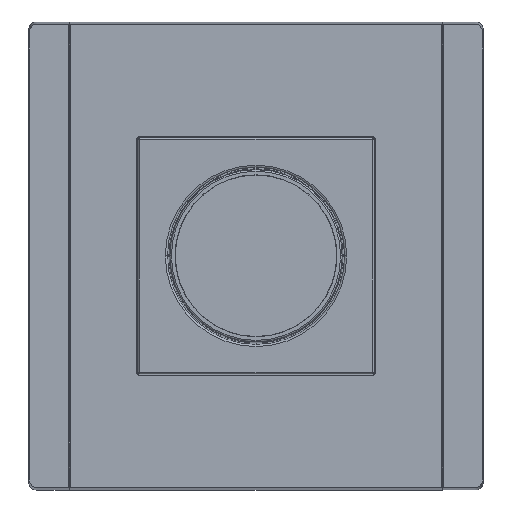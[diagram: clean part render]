
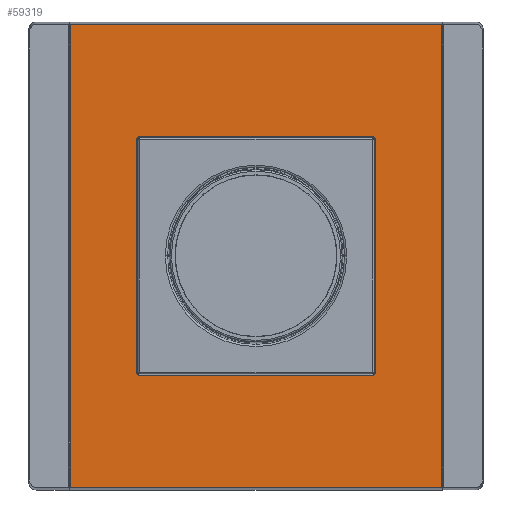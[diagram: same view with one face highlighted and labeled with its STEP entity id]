
A CAD part, top view. The second image highlights one B-rep face of the part: STEP entity #59319.
In plain terms, the highlighted planar face has unit normal (0, 0, 1).
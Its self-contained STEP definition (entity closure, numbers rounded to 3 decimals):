
#979 = DIRECTION ( 'NONE',  ( 0., 1., 0. ) ) ;
#1481 = CARTESIAN_POINT ( 'NONE',  ( -577.822, 77.322, 11.5 ) ) ;
#1641 = CARTESIAN_POINT ( 'NONE',  ( -600., 100., 11.5 ) ) ;
#1650 = CARTESIAN_POINT ( 'NONE',  ( -635.32, 100., 11.5 ) ) ;
#1811 = VECTOR ( 'NONE', #76084, 1000. ) ;
#1835 = CARTESIAN_POINT ( 'NONE',  ( -577.322, 122.178, 11.5 ) ) ;
#3370 = CARTESIAN_POINT ( 'NONE',  ( -622.678, 77.529, 11.5 ) ) ;
#3487 = EDGE_LOOP ( 'NONE', ( #52078, #19781, #49359, #39808 ) ) ;
#3782 = EDGE_CURVE ( 'NONE', #17928, #83192, #15418, .T. ) ;
#5212 = ORIENTED_EDGE ( 'NONE', *, *, #46862, .T. ) ;
#6737 = DIRECTION ( 'NONE',  ( 1., 0., 0. ) ) ;
#6892 = FACE_BOUND ( 'NONE', #23823, .T. ) ;
#7158 = CARTESIAN_POINT ( 'NONE',  ( -577.322, 77.529, 11.5 ) ) ;
#7486 =( BOUNDED_CURVE ( )  B_SPLINE_CURVE ( 3, ( #24250, #17288, #3370, #82621 ),
 .UNSPECIFIED., .F., .T. ) 
 B_SPLINE_CURVE_WITH_KNOTS ( ( 4, 4 ),
 ( 5.498, 7.068 ),
 .UNSPECIFIED. ) 
 CURVE ( )  GEOMETRIC_REPRESENTATION_ITEM ( )  RATIONAL_B_SPLINE_CURVE ( ( 1., 0.805, 0.805, 1. ) ) 
 REPRESENTATION_ITEM ( '' )  );
#7754 = DIRECTION ( 'NONE',  ( 0., 0., 1. ) ) ;
#8010 = CARTESIAN_POINT ( 'NONE',  ( -577.322, 77.822, 11.5 ) ) ;
#9585 = EDGE_CURVE ( 'NONE', #34853, #64916, #80034, .T. ) ;
#9906 = LINE ( 'NONE', #56924, #1811 ) ;
#12617 = CARTESIAN_POINT ( 'NONE',  ( -577.822, 122.678, 11.5 ) ) ;
#13153 = ORIENTED_EDGE ( 'NONE', *, *, #57663, .F. ) ;
#13665 = EDGE_CURVE ( 'NONE', #64916, #53457, #66388, .T. ) ;
#14473 = CARTESIAN_POINT ( 'NONE',  ( -600., 77.322, 11.5 ) ) ;
#15418 = LINE ( 'NONE', #27644, #58517 ) ;
#16005 = ORIENTED_EDGE ( 'NONE', *, *, #3782, .F. ) ;
#17288 = CARTESIAN_POINT ( 'NONE',  ( -622.471, 77.322, 11.5 ) ) ;
#17706 = EDGE_CURVE ( 'NONE', #53457, #19731, #20997, .T. ) ;
#17928 = VERTEX_POINT ( 'NONE', #52263 ) ;
#19411 = EDGE_CURVE ( 'NONE', #28124, #39394, #77904, .T. ) ;
#19692 =( BOUNDED_CURVE ( )  B_SPLINE_CURVE ( 3, ( #42279, #41863, #68848, #54524 ),
 .UNSPECIFIED., .F., .T. ) 
 B_SPLINE_CURVE_WITH_KNOTS ( ( 4, 4 ),
 ( 5.498, 7.068 ),
 .UNSPECIFIED. ) 
 CURVE ( )  GEOMETRIC_REPRESENTATION_ITEM ( )  RATIONAL_B_SPLINE_CURVE ( ( 1., 0.805, 0.805, 1. ) ) 
 REPRESENTATION_ITEM ( '' )  );
#19731 = VERTEX_POINT ( 'NONE', #28691 ) ;
#19781 = ORIENTED_EDGE ( 'NONE', *, *, #13665, .T. ) ;
#20997 = LINE ( 'NONE', #73252, #47076 ) ;
#22048 = DIRECTION ( 'NONE',  ( -1., 0., 0. ) ) ;
#23823 = EDGE_LOOP ( 'NONE', ( #41878, #50145, #16005, #41910, #13153, #5212, #46293, #74783 ) ) ;
#24250 = CARTESIAN_POINT ( 'NONE',  ( -622.178, 77.322, 11.5 ) ) ;
#24411 = VECTOR ( 'NONE', #6737, 1000. ) ;
#25343 = AXIS2_PLACEMENT_3D ( 'NONE', #1641, #7754, #66542 ) ;
#27644 = CARTESIAN_POINT ( 'NONE',  ( -622.678, 100., 11.5 ) ) ;
#28124 = VERTEX_POINT ( 'NONE', #42057 ) ;
#28691 = CARTESIAN_POINT ( 'NONE',  ( -564.68, 144.091, 11.5 ) ) ;
#31799 = EDGE_CURVE ( 'NONE', #79421, #39394, #34908, .T. ) ;
#33159 = CARTESIAN_POINT ( 'NONE',  ( -564.68, 55.909, 11.5 ) ) ;
#33866 = PLANE ( 'NONE',  #25343 ) ;
#34365 = CARTESIAN_POINT ( 'NONE',  ( -577.822, 77.322, 11.5 ) ) ;
#34556 = CARTESIAN_POINT ( 'NONE',  ( -577.529, 77.322, 11.5 ) ) ;
#34853 = VERTEX_POINT ( 'NONE', #41080 ) ;
#34908 = LINE ( 'NONE', #14473, #56404 ) ;
#36436 = CARTESIAN_POINT ( 'NONE',  ( -622.178, 77.322, 11.5 ) ) ;
#36682 = EDGE_CURVE ( 'NONE', #19731, #34853, #52680, .T. ) ;
#38331 = EDGE_CURVE ( 'NONE', #28124, #76963, #9906, .T. ) ;
#38366 = EDGE_CURVE ( 'NONE', #79421, #83192, #7486, .T. ) ;
#38952 = CARTESIAN_POINT ( 'NONE',  ( -600., 55.909, 11.5 ) ) ;
#39394 = VERTEX_POINT ( 'NONE', #34365 ) ;
#39808 = ORIENTED_EDGE ( 'NONE', *, *, #36682, .T. ) ;
#40565 = CARTESIAN_POINT ( 'NONE',  ( -622.678, 77.822, 11.5 ) ) ;
#40851 = DIRECTION ( 'NONE',  ( 0., -1., 0. ) ) ;
#41080 = CARTESIAN_POINT ( 'NONE',  ( -635.32, 144.091, 11.5 ) ) ;
#41863 = CARTESIAN_POINT ( 'NONE',  ( -622.678, 122.471, 11.5 ) ) ;
#41878 = ORIENTED_EDGE ( 'NONE', *, *, #31799, .F. ) ;
#41910 = ORIENTED_EDGE ( 'NONE', *, *, #42292, .T. ) ;
#42057 = CARTESIAN_POINT ( 'NONE',  ( -577.322, 77.822, 11.5 ) ) ;
#42279 = CARTESIAN_POINT ( 'NONE',  ( -622.678, 122.178, 11.5 ) ) ;
#42292 = EDGE_CURVE ( 'NONE', #17928, #80163, #19692, .T. ) ;
#44836 = CARTESIAN_POINT ( 'NONE',  ( -600., 144.091, 11.5 ) ) ;
#46293 = ORIENTED_EDGE ( 'NONE', *, *, #38331, .F. ) ;
#46862 = EDGE_CURVE ( 'NONE', #54968, #76963, #49176, .T. ) ;
#47076 = VECTOR ( 'NONE', #979, 1000. ) ;
#47157 = CARTESIAN_POINT ( 'NONE',  ( -577.322, 122.471, 11.5 ) ) ;
#47344 = LINE ( 'NONE', #66507, #66681 ) ;
#49176 =( BOUNDED_CURVE ( )  B_SPLINE_CURVE ( 3, ( #61492, #66745, #47157, #1835 ),
 .UNSPECIFIED., .F., .T. ) 
 B_SPLINE_CURVE_WITH_KNOTS ( ( 4, 4 ),
 ( 5.498, 7.068 ),
 .UNSPECIFIED. ) 
 CURVE ( )  GEOMETRIC_REPRESENTATION_ITEM ( )  RATIONAL_B_SPLINE_CURVE ( ( 1., 0.805, 0.805, 1. ) ) 
 REPRESENTATION_ITEM ( '' )  );
#49359 = ORIENTED_EDGE ( 'NONE', *, *, #17706, .T. ) ;
#50145 = ORIENTED_EDGE ( 'NONE', *, *, #38366, .T. ) ;
#52078 = ORIENTED_EDGE ( 'NONE', *, *, #9585, .T. ) ;
#52263 = CARTESIAN_POINT ( 'NONE',  ( -622.678, 122.178, 11.5 ) ) ;
#52680 = LINE ( 'NONE', #44836, #67030 ) ;
#53457 = VERTEX_POINT ( 'NONE', #33159 ) ;
#53680 = DIRECTION ( 'NONE',  ( 1., 0., 0. ) ) ;
#54524 = CARTESIAN_POINT ( 'NONE',  ( -622.178, 122.678, 11.5 ) ) ;
#54968 = VERTEX_POINT ( 'NONE', #12617 ) ;
#56404 = VECTOR ( 'NONE', #53680, 1000. ) ;
#56924 = CARTESIAN_POINT ( 'NONE',  ( -577.322, 100., 11.5 ) ) ;
#57607 = CARTESIAN_POINT ( 'NONE',  ( -577.322, 122.178, 11.5 ) ) ;
#57663 = EDGE_CURVE ( 'NONE', #54968, #80163, #47344, .T. ) ;
#58517 = VECTOR ( 'NONE', #68519, 1000. ) ;
#59319 = ADVANCED_FACE ( 'NONE', ( #60447, #6892 ), #33866, .T. ) ;
#60075 = VECTOR ( 'NONE', #40851, 1000. ) ;
#60447 = FACE_OUTER_BOUND ( 'NONE', #3487, .T. ) ;
#61492 = CARTESIAN_POINT ( 'NONE',  ( -577.822, 122.678, 11.5 ) ) ;
#62198 = CARTESIAN_POINT ( 'NONE',  ( -622.178, 122.678, 11.5 ) ) ;
#64916 = VERTEX_POINT ( 'NONE', #74332 ) ;
#66388 = LINE ( 'NONE', #38952, #24411 ) ;
#66507 = CARTESIAN_POINT ( 'NONE',  ( -600., 122.678, 11.5 ) ) ;
#66542 = DIRECTION ( 'NONE',  ( 1., 0., 0. ) ) ;
#66681 = VECTOR ( 'NONE', #22048, 1000. ) ;
#66745 = CARTESIAN_POINT ( 'NONE',  ( -577.529, 122.678, 11.5 ) ) ;
#67030 = VECTOR ( 'NONE', #79228, 1000. ) ;
#68519 = DIRECTION ( 'NONE',  ( 0., -1., 0. ) ) ;
#68848 = CARTESIAN_POINT ( 'NONE',  ( -622.471, 122.678, 11.5 ) ) ;
#73252 = CARTESIAN_POINT ( 'NONE',  ( -564.68, 100., 11.5 ) ) ;
#74332 = CARTESIAN_POINT ( 'NONE',  ( -635.32, 55.909, 11.5 ) ) ;
#74783 = ORIENTED_EDGE ( 'NONE', *, *, #19411, .T. ) ;
#76084 = DIRECTION ( 'NONE',  ( 0., 1., 0. ) ) ;
#76963 = VERTEX_POINT ( 'NONE', #57607 ) ;
#77904 =( BOUNDED_CURVE ( )  B_SPLINE_CURVE ( 3, ( #8010, #7158, #34556, #1481 ),
 .UNSPECIFIED., .F., .T. ) 
 B_SPLINE_CURVE_WITH_KNOTS ( ( 4, 4 ),
 ( 5.498, 7.068 ),
 .UNSPECIFIED. ) 
 CURVE ( )  GEOMETRIC_REPRESENTATION_ITEM ( )  RATIONAL_B_SPLINE_CURVE ( ( 1., 0.805, 0.805, 1. ) ) 
 REPRESENTATION_ITEM ( '' )  );
#79228 = DIRECTION ( 'NONE',  ( -1., 0., 0. ) ) ;
#79421 = VERTEX_POINT ( 'NONE', #36436 ) ;
#80034 = LINE ( 'NONE', #1650, #60075 ) ;
#80163 = VERTEX_POINT ( 'NONE', #62198 ) ;
#82621 = CARTESIAN_POINT ( 'NONE',  ( -622.678, 77.822, 11.5 ) ) ;
#83192 = VERTEX_POINT ( 'NONE', #40565 ) ;
